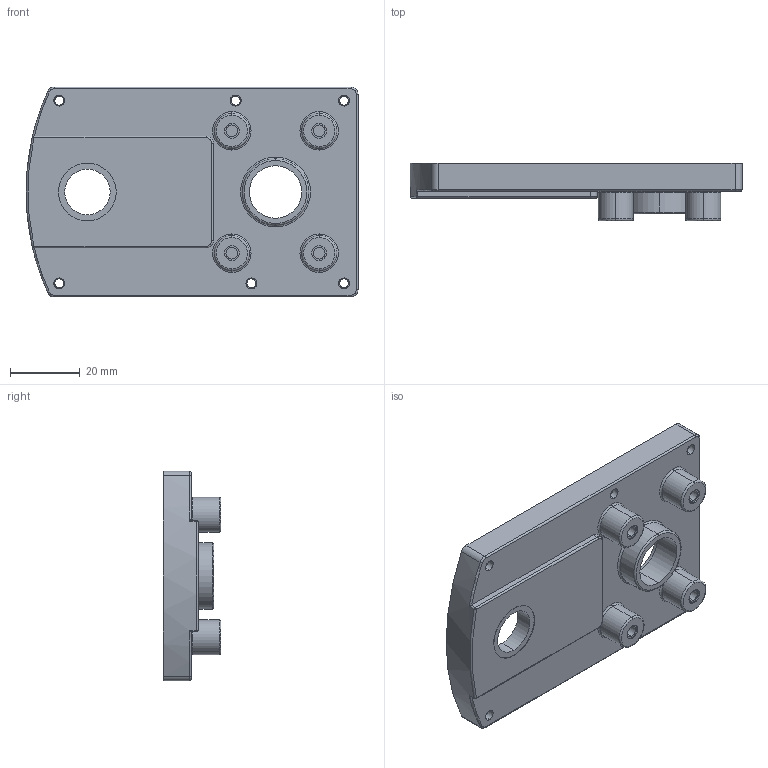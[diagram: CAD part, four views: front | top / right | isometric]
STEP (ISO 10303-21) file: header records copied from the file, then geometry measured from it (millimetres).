
FILE_DESCRIPTION (( 'STEP AP203' ), '1' );
FILE_NAME ('13謂喘謫眊褲.STEP', '2022-04-08T05:55:46', ( '' ), ( '' ), 'SwSTEP 2.0', 'SolidWorks 2020', '' );
FILE_SCHEMA (( 'CONFIG_CONTROL_DESIGN' ));
Length unit declared in the file: millimetre
Products named in the file (1): 13謂喘謫眊褲
Bounding box: 95 x 16.5 x 60 mm (x, y, z)
Volume: 15530 mm3; surface area: 20282.7 mm2
Topology: 1 solids, 1 shells, 444 faces, 1108 edges, 697 vertices
Faces by surface type: cylinder 202, plane 160, torus 45, cone 26, sphere 11
Entity records: 13456 total; most frequent: DIRECTION 2470, CARTESIAN_POINT 2422, ORIENTED_EDGE 2194, EDGE_CURVE 1097, AXIS2_PLACEMENT_3D 958, VERTEX_POINT 697, VECTOR 554, LINE 554
